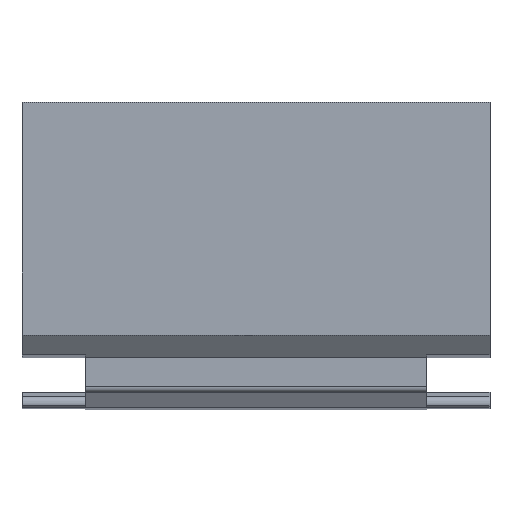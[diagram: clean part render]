
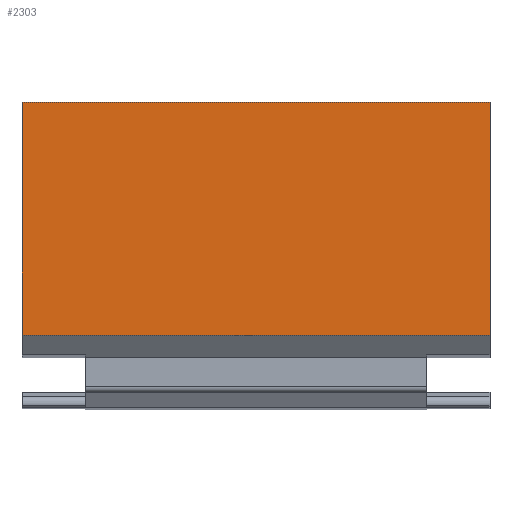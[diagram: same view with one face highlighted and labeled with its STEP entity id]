
A CAD part, top view. The second image highlights one B-rep face of the part: STEP entity #2303.
In plain terms, the highlighted planar face has unit normal (0, 0, 1).
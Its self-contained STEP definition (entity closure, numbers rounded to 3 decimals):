
#191 = VERTEX_POINT ( 'NONE', #2943 ) ;
#426 = LINE ( 'NONE', #2119, #5038 ) ;
#728 = LINE ( 'NONE', #5566, #4280 ) ;
#1221 = AXIS2_PLACEMENT_3D ( 'NONE', #4997, #4041, #2548 ) ;
#1520 = ORIENTED_EDGE ( 'NONE', *, *, #4026, .F. ) ;
#1893 = CARTESIAN_POINT ( 'NONE',  ( -21.769, 11.7, 36.325 ) ) ;
#1931 = VERTEX_POINT ( 'NONE', #4959 ) ;
#1957 = VECTOR ( 'NONE', #3333, 1000. ) ;
#2119 = CARTESIAN_POINT ( 'NONE',  ( 10.75, 0.7, 36.325 ) ) ;
#2283 = ORIENTED_EDGE ( 'NONE', *, *, #3235, .F. ) ;
#2303 = ADVANCED_FACE ( 'NONE', ( #5045 ), #5380, .F. ) ;
#2403 = LINE ( 'NONE', #1893, #1957 ) ;
#2548 = DIRECTION ( 'NONE',  ( 0., -1., 0. ) ) ;
#2713 = DIRECTION ( 'NONE',  ( 0., -1., 0. ) ) ;
#2817 = CARTESIAN_POINT ( 'NONE',  ( 10.75, 1., 36.325 ) ) ;
#2841 = LINE ( 'NONE', #3696, #3154 ) ;
#2884 = CARTESIAN_POINT ( 'NONE',  ( 10.75, 11.7, 36.325 ) ) ;
#2943 = CARTESIAN_POINT ( 'NONE',  ( -10.75, 1., 36.325 ) ) ;
#3081 = DIRECTION ( 'NONE',  ( 0., -1., 0. ) ) ;
#3154 = VECTOR ( 'NONE', #2713, 1000. ) ;
#3156 = ORIENTED_EDGE ( 'NONE', *, *, #4149, .T. ) ;
#3235 = EDGE_CURVE ( 'NONE', #1931, #4778, #2403, .T. ) ;
#3333 = DIRECTION ( 'NONE',  ( 1., 0., 0. ) ) ;
#3696 = CARTESIAN_POINT ( 'NONE',  ( -10.75, 0.7, 36.325 ) ) ;
#4026 = EDGE_CURVE ( 'NONE', #4778, #4760, #426, .T. ) ;
#4041 = DIRECTION ( 'NONE',  ( 0., 0., -1. ) ) ;
#4134 = EDGE_CURVE ( 'NONE', #191, #4760, #728, .T. ) ;
#4149 = EDGE_CURVE ( 'NONE', #1931, #191, #2841, .T. ) ;
#4280 = VECTOR ( 'NONE', #5605, 1000. ) ;
#4760 = VERTEX_POINT ( 'NONE', #2817 ) ;
#4778 = VERTEX_POINT ( 'NONE', #2884 ) ;
#4807 = ORIENTED_EDGE ( 'NONE', *, *, #4134, .T. ) ;
#4959 = CARTESIAN_POINT ( 'NONE',  ( -10.75, 11.7, 36.325 ) ) ;
#4997 = CARTESIAN_POINT ( 'NONE',  ( 10.75, 0.7, 36.325 ) ) ;
#5038 = VECTOR ( 'NONE', #3081, 1000. ) ;
#5045 = FACE_OUTER_BOUND ( 'NONE', #5931, .T. ) ;
#5380 = PLANE ( 'NONE',  #1221 ) ;
#5566 = CARTESIAN_POINT ( 'NONE',  ( 10.75, 1., 36.325 ) ) ;
#5605 = DIRECTION ( 'NONE',  ( 1., 0., 0. ) ) ;
#5931 = EDGE_LOOP ( 'NONE', ( #3156, #4807, #1520, #2283 ) ) ;
